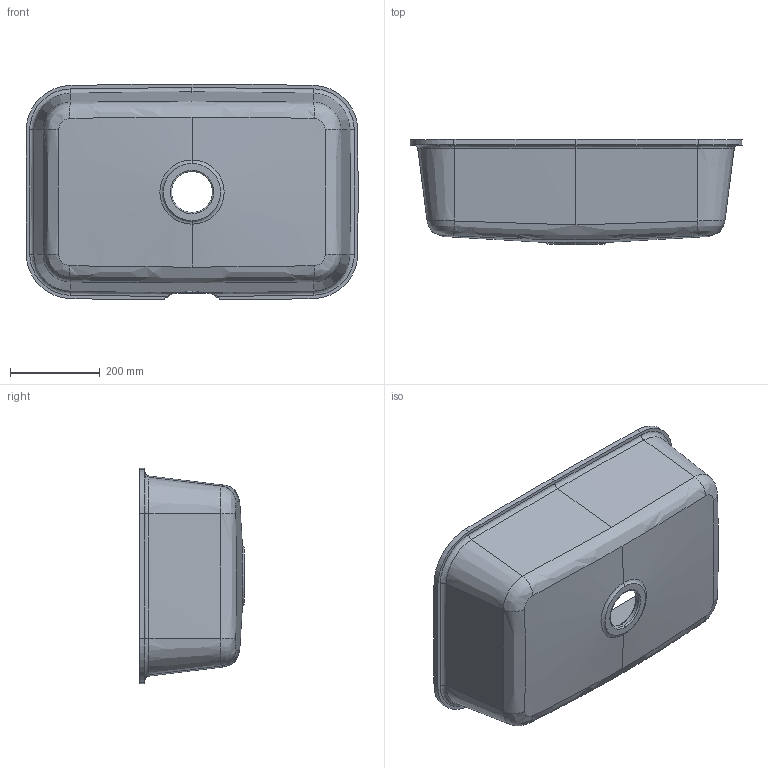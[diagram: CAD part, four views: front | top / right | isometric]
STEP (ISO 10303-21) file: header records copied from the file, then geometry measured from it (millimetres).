
FILE_DESCRIPTION (( 'STEP AP214' ), '1' );
FILE_NAME ('SWEET 881_OVFL.STEP', '2020-02-04T10:03:13', ( '' ), ( '' ), 'SwSTEP 2.0', 'SolidWorks 2014', '' );
FILE_SCHEMA (( 'AUTOMOTIVE_DESIGN' ));
Length unit declared in the file: millimetre
Products named in the file (1): SWEET 881_OVFL
Bounding box: 739.8 x 233.49 x 480.84 mm (x, y, z)
Volume: 7740252.9 mm3; surface area: 1400261 mm2
Topology: 1 solids, 1 shells, 83 faces, 206 edges, 124 vertices
Faces by surface type: bspline 38, cone 28, cylinder 12, plane 5
Entity records: 6518 total; most frequent: CARTESIAN_POINT 3821, ORIENTED_EDGE 412, DIRECTION 324, EDGE_CURVE 206, AXIS2_PLACEMENT_3D 142, VERTEX_POINT 124, CIRCLE 96, UNCERTAINTY_MEASURE_WITH_UNIT 86
